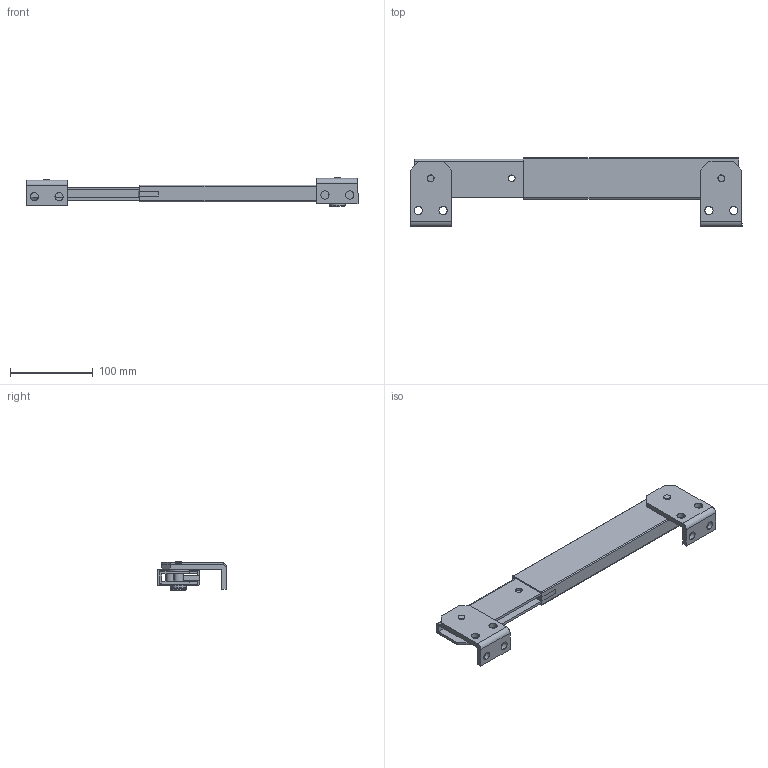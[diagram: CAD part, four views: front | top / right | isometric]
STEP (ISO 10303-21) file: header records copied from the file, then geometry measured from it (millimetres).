
FILE_DESCRIPTION (( 'STEP AP203' ), '1' );
FILE_NAME ('B-580-0-L.STEP', '2012-02-14T00:45:57', ( '' ), ( '' ), 'SwSTEP 2.0', 'SolidWorks 2011', '' );
FILE_SCHEMA (( 'CONFIG_CONTROL_DESIGN' ));
Length unit declared in the file: millimetre
Products named in the file (9): B-580-0-L; B-580-0ストッパー_; B-580-0平ワッシャー_; B-580-0取付ブラケット_; B-580-0ピン(ステー側）__B-580軸(B); B-580-0僺儞(傾乕儉懁)__B-580幉(B); B-580僇儉僗僩僢僷乕僺儞_; B-580-傾乕儉__B-580-1矫癇; B-580-2僗僥乕__B-580-1矫癆
Assembly tree (10 placements, depth 2):
  B-580-0-L
    B-580-2僗僥乕__B-580-1矫癆
    B-580-0ストッパー_
    B-580-0取付ブラケット_  x2
    B-580-0平ワッシャー_  x2
    B-580-0ピン(ステー側）__B-580軸(B)
    B-580-0僺儞(傾乕儉懁)__B-580幉(B)
    B-580僇儉僗僩僢僷乕僺儞_
    B-580-傾乕儉__B-580-1矫癇
Bounding box: 401.5 x 83 x 35 mm (x, y, z)
Volume: 196323.8 mm3; surface area: 148409.1 mm2
Topology: 10 solids, 10 shells, 151 faces, 386 edges, 256 vertices
Faces by surface type: plane 77, cylinder 70, cone 4
Entity records: 4874 total; most frequent: DIRECTION 705, CARTESIAN_POINT 664, ORIENTED_EDGE 634, EDGE_CURVE 317, AXIS2_PLACEMENT_3D 251, VERTEX_POINT 210, LINE 203, VECTOR 203
